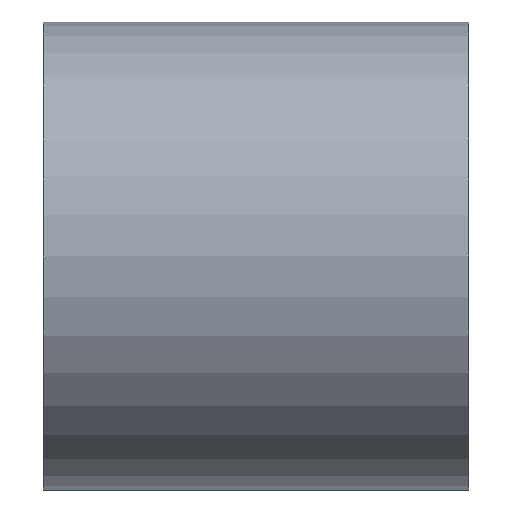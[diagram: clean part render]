
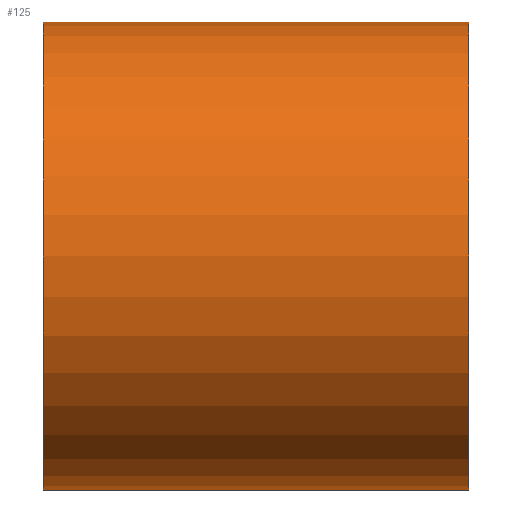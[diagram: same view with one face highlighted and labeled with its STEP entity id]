
A CAD part, left-side view. The second image highlights one B-rep face of the part: STEP entity #125.
In plain terms, the highlighted cylindrical face has radius 11 mm (diameter 22 mm), a partial arc.
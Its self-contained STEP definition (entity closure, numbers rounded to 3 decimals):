
#125 = ADVANCED_FACE ( 'NONE', ( #462 ), #463, .T. ) ;
#207 = EDGE_LOOP ( 'NONE', ( #1844, #1842, #1843, #614 ) ) ;
#294 = VECTOR ( 'NONE', #1410, 1000. ) ;
#299 = VECTOR ( 'NONE', #1402, 1000. ) ;
#301 = AXIS2_PLACEMENT_3D ( 'NONE', #1398, #1399, #1400 ) ;
#302 = CIRCLE ( 'NONE', #301, 11. ) ;
#303 = AXIS2_PLACEMENT_3D ( 'NONE', #1395, #1396, #1397 ) ;
#316 = CIRCLE ( 'NONE', #303, 11. ) ;
#354 = AXIS2_PLACEMENT_3D ( 'NONE', #1273, #1274, #1275 ) ;
#462 = FACE_OUTER_BOUND ( 'NONE', #207, .T. ) ;
#463 = CYLINDRICAL_SURFACE ( 'NONE', #354, 11. ) ;
#473 = LINE ( 'NONE', #1401, #299 ) ;
#474 = LINE ( 'NONE', #1409, #294 ) ;
#614 = ORIENTED_EDGE ( 'NONE', *, *, #1748, .T. ) ;
#1111 = CARTESIAN_POINT ( 'NONE',  ( 0., -10., 11. ) ) ;
#1112 = CARTESIAN_POINT ( 'NONE',  ( 0., -10., -11. ) ) ;
#1113 = CARTESIAN_POINT ( 'NONE',  ( 0., 10., -11. ) ) ;
#1114 = CARTESIAN_POINT ( 'NONE',  ( 0., 10., 11. ) ) ;
#1273 = CARTESIAN_POINT ( 'NONE',  ( 0., 13.586, 0. ) ) ;
#1274 = DIRECTION ( 'NONE',  ( 0., 1., 0. ) ) ;
#1275 = DIRECTION ( 'NONE',  ( 0., 0., 1. ) ) ;
#1395 = CARTESIAN_POINT ( 'NONE',  ( 0., 10., 0. ) ) ;
#1396 = DIRECTION ( 'NONE',  ( 0., -1., 0. ) ) ;
#1397 = DIRECTION ( 'NONE',  ( 1., 0., 0. ) ) ;
#1398 = CARTESIAN_POINT ( 'NONE',  ( 0., -10., 0. ) ) ;
#1399 = DIRECTION ( 'NONE',  ( 0., 1., 0. ) ) ;
#1400 = DIRECTION ( 'NONE',  ( -1., 0., 0. ) ) ;
#1401 = CARTESIAN_POINT ( 'NONE',  ( 0., 13.586, 11. ) ) ;
#1402 = DIRECTION ( 'NONE',  ( 0., 1., 0. ) ) ;
#1409 = CARTESIAN_POINT ( 'NONE',  ( 0., 13.586, -11. ) ) ;
#1410 = DIRECTION ( 'NONE',  ( 0., 1., 0. ) ) ;
#1748 = EDGE_CURVE ( 'NONE', #1840, #1839, #316, .T. ) ;
#1749 = EDGE_CURVE ( 'NONE', #1838, #1837, #302, .T. ) ;
#1750 = EDGE_CURVE ( 'NONE', #1837, #1840, #473, .T. ) ;
#1753 = EDGE_CURVE ( 'NONE', #1838, #1839, #474, .T. ) ;
#1837 = VERTEX_POINT ( 'NONE', #1111 ) ;
#1838 = VERTEX_POINT ( 'NONE', #1112 ) ;
#1839 = VERTEX_POINT ( 'NONE', #1113 ) ;
#1840 = VERTEX_POINT ( 'NONE', #1114 ) ;
#1842 = ORIENTED_EDGE ( 'NONE', *, *, #1749, .T. ) ;
#1843 = ORIENTED_EDGE ( 'NONE', *, *, #1750, .T. ) ;
#1844 = ORIENTED_EDGE ( 'NONE', *, *, #1753, .F. ) ;
